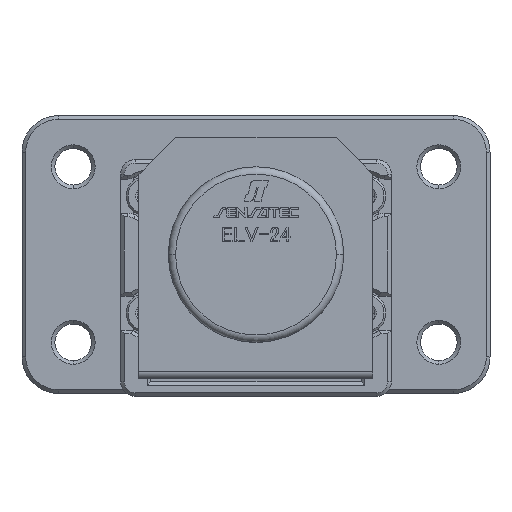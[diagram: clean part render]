
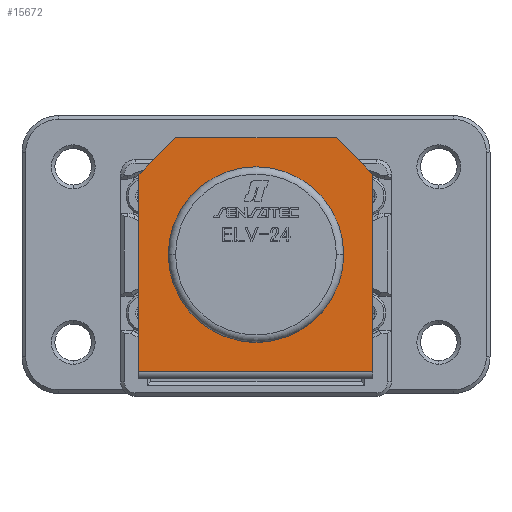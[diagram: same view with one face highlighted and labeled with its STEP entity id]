
A CAD part, front view. The second image highlights one B-rep face of the part: STEP entity #15672.
In plain terms, the highlighted planar face has unit normal (0, -1, 0).
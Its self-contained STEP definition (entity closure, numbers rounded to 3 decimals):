
#345 = DIRECTION ( 'NONE',  ( 0., 0., -1. ) ) ;
#594 = VERTEX_POINT ( 'NONE', #31428 ) ;
#821 = LINE ( 'NONE', #5862, #25794 ) ;
#951 = DIRECTION ( 'NONE',  ( 0., 0., -1. ) ) ;
#1114 = DIRECTION ( 'NONE',  ( 0.707, 0., 0.707 ) ) ;
#1864 = CARTESIAN_POINT ( 'NONE',  ( 0., -1., 0. ) ) ;
#2235 = DIRECTION ( 'NONE',  ( 0., -1., 0. ) ) ;
#2368 = CIRCLE ( 'NONE', #25714, 5. ) ;
#3161 = DIRECTION ( 'NONE',  ( 0., 0., 1. ) ) ;
#3362 = CARTESIAN_POINT ( 'NONE',  ( 16., -1., 16. ) ) ;
#3654 = LINE ( 'NONE', #28065, #32975 ) ;
#3800 = DIRECTION ( 'NONE',  ( 0., 0., 1. ) ) ;
#3866 = LINE ( 'NONE', #6714, #18616 ) ;
#4111 = EDGE_CURVE ( 'NONE', #32571, #13740, #821, .T. ) ;
#4754 = AXIS2_PLACEMENT_3D ( 'NONE', #23654, #2235, #12801 ) ;
#4892 = CARTESIAN_POINT ( 'NONE',  ( 2.5, -1., -29.5 ) ) ;
#5862 = CARTESIAN_POINT ( 'NONE',  ( 16., -1., -16. ) ) ;
#6714 = CARTESIAN_POINT ( 'NONE',  ( 16., -1., -16. ) ) ;
#6884 = EDGE_LOOP ( 'NONE', ( #10310, #23821 ) ) ;
#7241 = DIRECTION ( 'NONE',  ( 0., 0., -1. ) ) ;
#9095 = CIRCLE ( 'NONE', #26157, 1.5 ) ;
#9159 = EDGE_CURVE ( 'NONE', #21060, #31661, #3866, .T. ) ;
#9439 = ORIENTED_EDGE ( 'NONE', *, *, #10614, .T. ) ;
#9733 = AXIS2_PLACEMENT_3D ( 'NONE', #19080, #19251, #345 ) ;
#9740 = CARTESIAN_POINT ( 'NONE',  ( 16., -1., -11. ) ) ;
#9746 = DIRECTION ( 'NONE',  ( 0., -1., 0. ) ) ;
#9910 = EDGE_LOOP ( 'NONE', ( #34828, #9439, #21218, #24879, #11014, #18608 ) ) ;
#10310 = ORIENTED_EDGE ( 'NONE', *, *, #13193, .F. ) ;
#10614 = EDGE_CURVE ( 'NONE', #19888, #31661, #34465, .T. ) ;
#11014 = ORIENTED_EDGE ( 'NONE', *, *, #4111, .T. ) ;
#12283 = VECTOR ( 'NONE', #15772, 1000. ) ;
#12437 = DIRECTION ( 'NONE',  ( -1., 0., 0. ) ) ;
#12617 = EDGE_CURVE ( 'NONE', #13740, #24473, #3654, .T. ) ;
#12801 = DIRECTION ( 'NONE',  ( 0., 0., -1. ) ) ;
#13193 = EDGE_CURVE ( 'NONE', #594, #13862, #9095, .T. ) ;
#13655 = AXIS2_PLACEMENT_3D ( 'NONE', #1864, #9746, #7241 ) ;
#13740 = VERTEX_POINT ( 'NONE', #3362 ) ;
#13862 = VERTEX_POINT ( 'NONE', #25808 ) ;
#14788 = EDGE_CURVE ( 'NONE', #32112, #14910, #2368, .T. ) ;
#14910 = VERTEX_POINT ( 'NONE', #20902 ) ;
#15501 = DIRECTION ( 'NONE',  ( 0., -1., 0. ) ) ;
#15672 = ADVANCED_FACE ( 'NONE', ( #18477, #27020, #23828 ), #31874, .T. ) ;
#15751 = VECTOR ( 'NONE', #3800, 1000. ) ;
#15767 = EDGE_CURVE ( 'NONE', #21060, #32571, #19663, .T. ) ;
#15772 = DIRECTION ( 'NONE',  ( 0.707, 0., -0.707 ) ) ;
#17533 = CARTESIAN_POINT ( 'NONE',  ( 13.5, -1., -13.5 ) ) ;
#18047 = LINE ( 'NONE', #23031, #15751 ) ;
#18477 = FACE_BOUND ( 'NONE', #34810, .T. ) ;
#18608 = ORIENTED_EDGE ( 'NONE', *, *, #12617, .T. ) ;
#18616 = VECTOR ( 'NONE', #12437, 1000. ) ;
#18754 = EDGE_CURVE ( 'NONE', #13862, #594, #25080, .T. ) ;
#19080 = CARTESIAN_POINT ( 'NONE',  ( -9., -1., 0. ) ) ;
#19251 = DIRECTION ( 'NONE',  ( 0., -1., 0. ) ) ;
#19663 = LINE ( 'NONE', #17533, #24105 ) ;
#19888 = VERTEX_POINT ( 'NONE', #24977 ) ;
#20826 = CARTESIAN_POINT ( 'NONE',  ( -9., -1., 0. ) ) ;
#20902 = CARTESIAN_POINT ( 'NONE',  ( 0., -1., -5. ) ) ;
#21060 = VERTEX_POINT ( 'NONE', #25950 ) ;
#21218 = ORIENTED_EDGE ( 'NONE', *, *, #9159, .F. ) ;
#23031 = CARTESIAN_POINT ( 'NONE',  ( -16., -1., -16. ) ) ;
#23654 = CARTESIAN_POINT ( 'NONE',  ( 16., -1., -16. ) ) ;
#23821 = ORIENTED_EDGE ( 'NONE', *, *, #18754, .F. ) ;
#23828 = FACE_OUTER_BOUND ( 'NONE', #9910, .T. ) ;
#23831 = ORIENTED_EDGE ( 'NONE', *, *, #14788, .F. ) ;
#24105 = VECTOR ( 'NONE', #1114, 1000. ) ;
#24311 = EDGE_CURVE ( 'NONE', #14910, #32112, #35245, .T. ) ;
#24473 = VERTEX_POINT ( 'NONE', #32350 ) ;
#24879 = ORIENTED_EDGE ( 'NONE', *, *, #15767, .T. ) ;
#24977 = CARTESIAN_POINT ( 'NONE',  ( -16., -1., -11. ) ) ;
#25080 = CIRCLE ( 'NONE', #9733, 1.5 ) ;
#25178 = CARTESIAN_POINT ( 'NONE',  ( 0., -1., 5. ) ) ;
#25559 = CARTESIAN_POINT ( 'NONE',  ( 0., -1., 0. ) ) ;
#25714 = AXIS2_PLACEMENT_3D ( 'NONE', #25559, #31101, #951 ) ;
#25794 = VECTOR ( 'NONE', #3161, 1000. ) ;
#25808 = CARTESIAN_POINT ( 'NONE',  ( -9., -1., 1.5 ) ) ;
#25950 = CARTESIAN_POINT ( 'NONE',  ( 11., -1., -16. ) ) ;
#26157 = AXIS2_PLACEMENT_3D ( 'NONE', #20826, #15501, #31730 ) ;
#27020 = FACE_BOUND ( 'NONE', #6884, .T. ) ;
#28065 = CARTESIAN_POINT ( 'NONE',  ( 16., -1., 16. ) ) ;
#30044 = ORIENTED_EDGE ( 'NONE', *, *, #24311, .F. ) ;
#31101 = DIRECTION ( 'NONE',  ( 0., -1., 0. ) ) ;
#31428 = CARTESIAN_POINT ( 'NONE',  ( -9., -1., -1.5 ) ) ;
#31661 = VERTEX_POINT ( 'NONE', #32539 ) ;
#31730 = DIRECTION ( 'NONE',  ( 0., 0., -1. ) ) ;
#31874 = PLANE ( 'NONE',  #4754 ) ;
#32112 = VERTEX_POINT ( 'NONE', #25178 ) ;
#32350 = CARTESIAN_POINT ( 'NONE',  ( -16., -1., 16. ) ) ;
#32539 = CARTESIAN_POINT ( 'NONE',  ( -11., -1., -16. ) ) ;
#32571 = VERTEX_POINT ( 'NONE', #9740 ) ;
#32975 = VECTOR ( 'NONE', #33440, 1000. ) ;
#33318 = EDGE_CURVE ( 'NONE', #19888, #24473, #18047, .T. ) ;
#33440 = DIRECTION ( 'NONE',  ( -1., 0., 0. ) ) ;
#34465 = LINE ( 'NONE', #4892, #12283 ) ;
#34810 = EDGE_LOOP ( 'NONE', ( #30044, #23831 ) ) ;
#34828 = ORIENTED_EDGE ( 'NONE', *, *, #33318, .F. ) ;
#35245 = CIRCLE ( 'NONE', #13655, 5. ) ;
